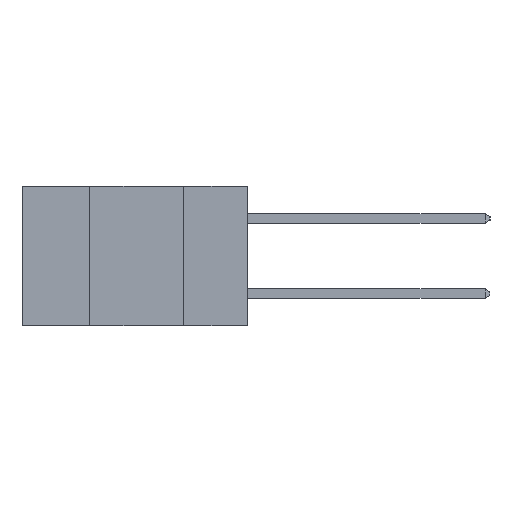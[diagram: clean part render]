
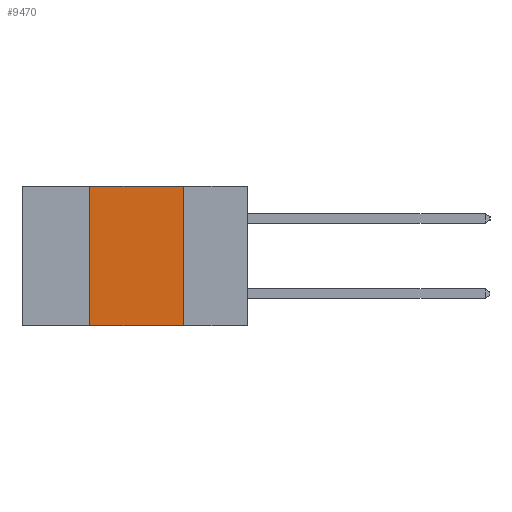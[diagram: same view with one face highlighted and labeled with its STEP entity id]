
A CAD part, left-side view. The second image highlights one B-rep face of the part: STEP entity #9470.
In plain terms, the highlighted planar face has unit normal (-1, 0, 0).
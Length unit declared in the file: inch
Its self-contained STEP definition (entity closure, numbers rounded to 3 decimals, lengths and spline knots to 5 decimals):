
#422 = LINE ( 'NONE', #9774, #4095 ) ;
#483 = EDGE_LOOP ( 'NONE', ( #15268, #4221, #2444, #5693 ) ) ;
#1536 = VERTEX_POINT ( 'NONE', #8789 ) ;
#1769 = EDGE_CURVE ( 'NONE', #8392, #3261, #422, .T. ) ;
#1978 = EDGE_CURVE ( 'NONE', #8844, #3261, #10184, .T. ) ;
#2444 = ORIENTED_EDGE ( 'NONE', *, *, #4492, .F. ) ;
#2675 = CARTESIAN_POINT ( 'NONE',  ( 0., 0.17, 0. ) ) ;
#2789 = EDGE_CURVE ( 'NONE', #1536, #8392, #14907, .T. ) ;
#3261 = VERTEX_POINT ( 'NONE', #8390 ) ;
#3348 = CARTESIAN_POINT ( 'NONE',  ( 0., 0.42, -0.37 ) ) ;
#3621 = DIRECTION ( 'NONE',  ( 1., 0., 0. ) ) ;
#4005 = DIRECTION ( 'NONE',  ( 0., 0., -1. ) ) ;
#4095 = VECTOR ( 'NONE', #9155, 39.37008 ) ;
#4221 = ORIENTED_EDGE ( 'NONE', *, *, #2789, .F. ) ;
#4370 = FACE_OUTER_BOUND ( 'NONE', #483, .T. ) ;
#4492 = EDGE_CURVE ( 'NONE', #8844, #1536, #14341, .T. ) ;
#5032 = CARTESIAN_POINT ( 'NONE',  ( 0., 0.6, -0.37 ) ) ;
#5165 = VECTOR ( 'NONE', #11547, 39.37008 ) ;
#5290 = AXIS2_PLACEMENT_3D ( 'NONE', #12629, #3621, #4005 ) ;
#5496 = DIRECTION ( 'NONE',  ( 0., -1., 0. ) ) ;
#5693 = ORIENTED_EDGE ( 'NONE', *, *, #1978, .T. ) ;
#6164 = VECTOR ( 'NONE', #9390, 39.37008 ) ;
#8390 = CARTESIAN_POINT ( 'NONE',  ( 0., 0.17, -0.37 ) ) ;
#8392 = VERTEX_POINT ( 'NONE', #2675 ) ;
#8789 = CARTESIAN_POINT ( 'NONE',  ( 0., 0.42, 0. ) ) ;
#8844 = VERTEX_POINT ( 'NONE', #3348 ) ;
#9155 = DIRECTION ( 'NONE',  ( 0., 0., -1. ) ) ;
#9390 = DIRECTION ( 'NONE',  ( 0., -1., 0. ) ) ;
#9470 = ADVANCED_FACE ( 'NONE', ( #4370 ), #10974, .F. ) ;
#9774 = CARTESIAN_POINT ( 'NONE',  ( 0., 0.17, 0. ) ) ;
#10184 = LINE ( 'NONE', #5032, #13205 ) ;
#10974 = PLANE ( 'NONE',  #5290 ) ;
#11439 = CARTESIAN_POINT ( 'NONE',  ( 0., 0.6, 0. ) ) ;
#11547 = DIRECTION ( 'NONE',  ( 0., 0., 1. ) ) ;
#12629 = CARTESIAN_POINT ( 'NONE',  ( 0., 0.6, 0. ) ) ;
#13205 = VECTOR ( 'NONE', #5496, 39.37008 ) ;
#14341 = LINE ( 'NONE', #14368, #5165 ) ;
#14368 = CARTESIAN_POINT ( 'NONE',  ( 0., 0.42, 0. ) ) ;
#14907 = LINE ( 'NONE', #11439, #6164 ) ;
#15268 = ORIENTED_EDGE ( 'NONE', *, *, #1769, .F. ) ;
